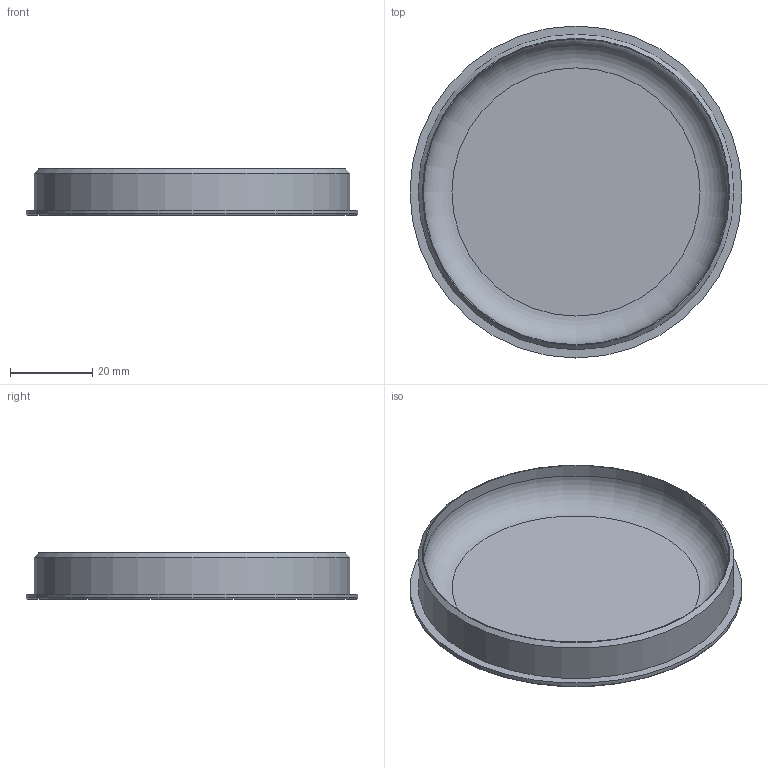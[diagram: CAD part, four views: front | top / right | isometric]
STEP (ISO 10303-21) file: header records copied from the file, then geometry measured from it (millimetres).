
FILE_DESCRIPTION(('FreeCAD Model'),'2;1');
FILE_NAME('repairware-gaffalid.step', '2014-10-18T18:03:09',('FreeCAD'),('FreeCAD'), 'Open CASCADE STEP processor 6.7','FreeCAD','Unknown');
FILE_SCHEMA(('AUTOMOTIVE_DESIGN_CC2 { 1 2 10303 214 -1 1 5 4 }'));
Length unit declared in the file: millimetre
Products named in the file (1): Fillet001
Bounding box: 80.8 x 80.8 x 11.2 mm (x, y, z)
Volume: 11197 mm3; surface area: 14570.2 mm2
Topology: 1 solids, 1 shells, 289 faces, 774 edges, 515 vertices
Faces by surface type: plane 181, extrusion 102, cylinder 3, torus 2, cone 1
Full cylindrical faces by diameter (mm): 74.4 x1, 76.8 x1, 80.8 x1
Entity records: 19644 total; most frequent: CARTESIAN_POINT 4699, DIRECTION 2391, VECTOR 1993, LINE 1891, ORIENTED_EDGE 1548, PCURVE 1548, DEFINITIONAL_REPRESENTATION 1548, EDGE_CURVE 774
